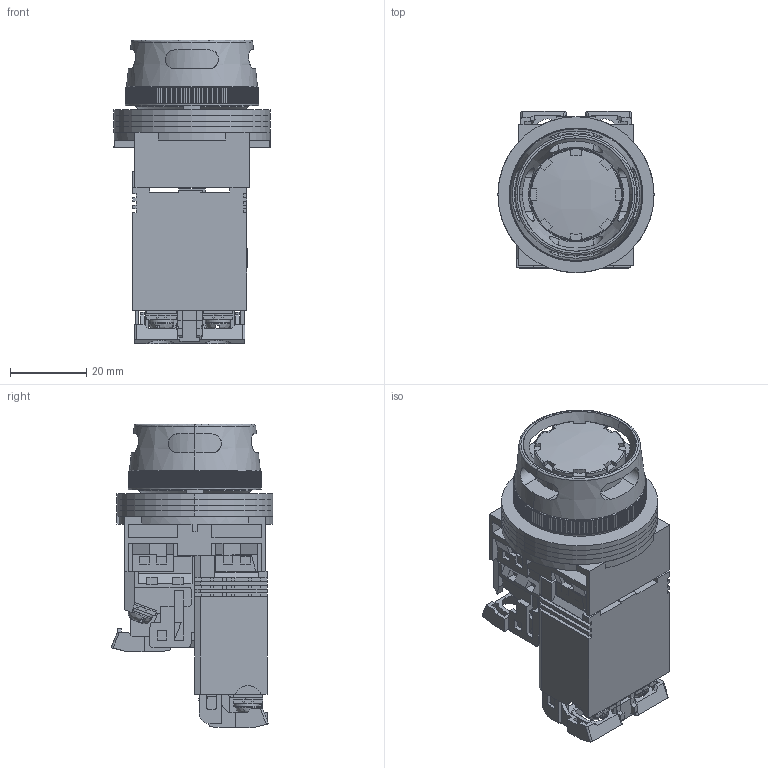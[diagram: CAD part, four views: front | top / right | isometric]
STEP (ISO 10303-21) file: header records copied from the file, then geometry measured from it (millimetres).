
FILE_DESCRIPTION (( 'STEP AP214' ), '1' );
FILE_NAME ('AR30G2L-01L3RZC.STEP', '2018-02-13T21:43:43', ( '' ), ( '' ), 'SwSTEP 2.0', 'SolidWorks 2017', '' );
FILE_SCHEMA (( 'AUTOMOTIVE_DESIGN' ));
Length unit declared in the file: inch
Products named in the file (1): AR30G2L-01L3RZC
Bounding box: 41 x 42.5 x 79.7 mm (x, y, z)
Volume: 47615.3 mm3; surface area: 43025.6 mm2
Topology: 27 solids, 27 shells, 2102 faces, 5785 edges, 3692 vertices
Faces by surface type: plane 1483, cylinder 474, cone 80, bspline 65
Entity records: 97706 total; most frequent: CARTESIAN_POINT 16079, ORIENTED_EDGE 11570, DIRECTION 11101, EDGE_CURVE 5785, VECTOR 3821, LINE 3821, VERTEX_POINT 3692, AXIS2_PLACEMENT_3D 3640
